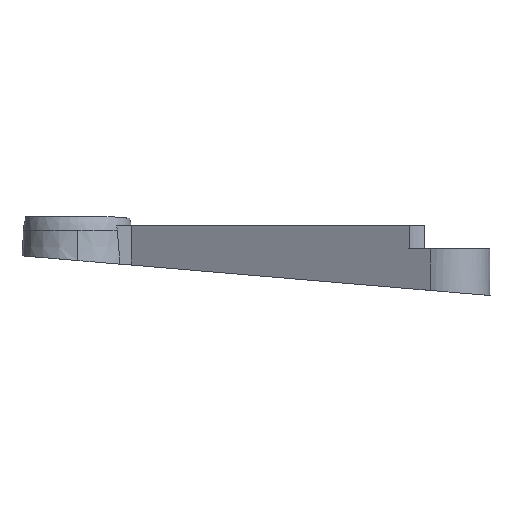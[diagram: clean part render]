
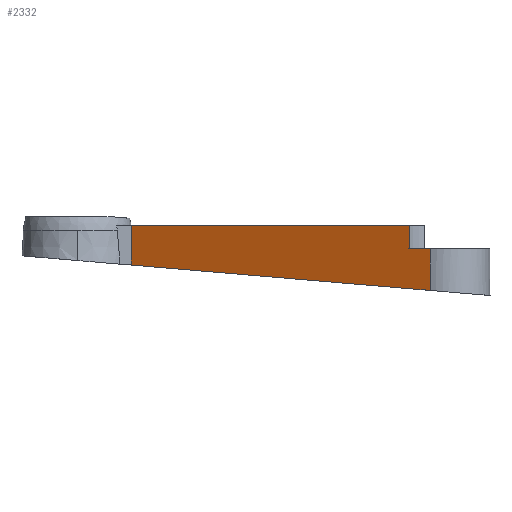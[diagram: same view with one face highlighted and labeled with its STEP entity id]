
A CAD part, front view. The second image highlights one B-rep face of the part: STEP entity #2332.
In plain terms, the highlighted planar face has unit normal (-0.46, -0.888, 0).
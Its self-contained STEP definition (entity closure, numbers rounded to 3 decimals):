
#78 = PLANE('',#79);
#79 = AXIS2_PLACEMENT_3D('',#80,#81,#82);
#80 = CARTESIAN_POINT('',(-11.,-363.182,0.));
#81 = DIRECTION('',(0.084,0.,0.996)
  );
#82 = DIRECTION('',(-0.996,0.,
    0.084));
#235 = VERTEX_POINT('',#236);
#236 = CARTESIAN_POINT('',(-18.436,-299.707,
    0.63));
#253 = CYLINDRICAL_SURFACE('',#254,5.3);
#254 = AXIS2_PLACEMENT_3D('',#255,#256,#257);
#255 = CARTESIAN_POINT('',(-16.,-295.,0.));
#256 = DIRECTION('',(-0.,-0.,-1.));
#257 = DIRECTION('',(1.,0.,0.));
#595 = VERTEX_POINT('',#596);
#596 = CARTESIAN_POINT('',(-57.005,-279.75,3.899));
#609 = PLANE('',#610);
#610 = AXIS2_PLACEMENT_3D('',#611,#612,#613);
#611 = CARTESIAN_POINT('',(-57.005,-279.75,0.));
#612 = DIRECTION('',(0.,-1.,0.));
#613 = DIRECTION('',(-1.,0.,0.));
#620 = EDGE_CURVE('',#595,#235,#621,.T.);
#621 = SURFACE_CURVE('',#622,(#626,#632),.PCURVE_S1.);
#622 = LINE('',#623,#624);
#623 = CARTESIAN_POINT('',(-21.773,-297.981,
    0.913));
#624 = VECTOR('',#625,1.);
#625 = DIRECTION('',(0.886,-0.458,-0.075)
  );
#626 = PCURVE('',#78,#627);
#627 = DEFINITIONAL_REPRESENTATION('',(#628),#631);
#628 = B_SPLINE_CURVE_WITH_KNOTS('',1,(#629,#630),.UNSPECIFIED.,.F.,.F.,
  (2,2),(-39.781,3.768),.PIECEWISE_BEZIER_KNOTS.);
#629 = CARTESIAN_POINT('',(46.169,-83.432));
#630 = CARTESIAN_POINT('',(7.462,-63.475));
#631 = ( GEOMETRIC_REPRESENTATION_CONTEXT(2) 
PARAMETRIC_REPRESENTATION_CONTEXT() REPRESENTATION_CONTEXT('2D SPACE',''
  ) );
#632 = PCURVE('',#633,#638);
#633 = PLANE('',#634);
#634 = AXIS2_PLACEMENT_3D('',#635,#636,#637);
#635 = CARTESIAN_POINT('',(-57.005,-279.75,0.));
#636 = DIRECTION('',(0.46,0.888,0.));
#637 = DIRECTION('',(0.888,-0.46,0.));
#638 = DEFINITIONAL_REPRESENTATION('',(#639),#642);
#639 = B_SPLINE_CURVE_WITH_KNOTS('',1,(#640,#641),.UNSPECIFIED.,.F.,.F.,
  (2,2),(-39.781,3.768),.PIECEWISE_BEZIER_KNOTS.);
#640 = CARTESIAN_POINT('',(0.,-3.899));
#641 = CARTESIAN_POINT('',(43.426,-0.63));
#642 = ( GEOMETRIC_REPRESENTATION_CONTEXT(2) 
PARAMETRIC_REPRESENTATION_CONTEXT() REPRESENTATION_CONTEXT('2D SPACE',''
  ) );
#1990 = PLANE('',#1991);
#1991 = AXIS2_PLACEMENT_3D('',#1992,#1993,#1994);
#1992 = CARTESIAN_POINT('',(-33.632,-275.,9.));
#1993 = DIRECTION('',(0.,0.,1.));
#1994 = DIRECTION('',(1.,0.,0.));
#2018 = PLANE('',#2019);
#2019 = AXIS2_PLACEMENT_3D('',#2020,#2021,#2022);
#2020 = CARTESIAN_POINT('',(-33.632,-275.,9.));
#2021 = DIRECTION('',(0.,0.,1.));
#2022 = DIRECTION('',(1.,0.,0.));
#2255 = EDGE_CURVE('',#235,#2256,#2258,.T.);
#2256 = VERTEX_POINT('',#2257);
#2257 = CARTESIAN_POINT('',(-18.436,-299.707,6.));
#2258 = SURFACE_CURVE('',#2259,(#2263,#2270),.PCURVE_S1.);
#2259 = LINE('',#2260,#2261);
#2260 = CARTESIAN_POINT('',(-18.436,-299.707,0.));
#2261 = VECTOR('',#2262,1.);
#2262 = DIRECTION('',(0.,0.,1.));
#2263 = PCURVE('',#253,#2264);
#2264 = DEFINITIONAL_REPRESENTATION('',(#2265),#2269);
#2265 = LINE('',#2266,#2267);
#2266 = CARTESIAN_POINT('',(-4.235,0.));
#2267 = VECTOR('',#2268,1.);
#2268 = DIRECTION('',(-0.,-1.));
#2269 = ( GEOMETRIC_REPRESENTATION_CONTEXT(2) 
PARAMETRIC_REPRESENTATION_CONTEXT() REPRESENTATION_CONTEXT('2D SPACE',''
  ) );
#2270 = PCURVE('',#633,#2271);
#2271 = DEFINITIONAL_REPRESENTATION('',(#2272),#2276);
#2272 = LINE('',#2273,#2274);
#2273 = CARTESIAN_POINT('',(43.426,0.));
#2274 = VECTOR('',#2275,1.);
#2275 = DIRECTION('',(0.,-1.));
#2276 = ( GEOMETRIC_REPRESENTATION_CONTEXT(2) 
PARAMETRIC_REPRESENTATION_CONTEXT() REPRESENTATION_CONTEXT('2D SPACE',''
  ) );
#2295 = PLANE('',#2296);
#2296 = AXIS2_PLACEMENT_3D('',#2297,#2298,#2299);
#2297 = CARTESIAN_POINT('',(-14.428,-275.,6.));
#2298 = DIRECTION('',(0.,0.,1.));
#2299 = DIRECTION('',(1.,0.,0.));
#2332 = ADVANCED_FACE('',(#2333),#633,.F.);
#2333 = FACE_BOUND('',#2334,.F.);
#2334 = EDGE_LOOP('',(#2335,#2336,#2359,#2382,#2405,#2431,#2450));
#2335 = ORIENTED_EDGE('',*,*,#620,.F.);
#2336 = ORIENTED_EDGE('',*,*,#2337,.T.);
#2337 = EDGE_CURVE('',#595,#2338,#2340,.T.);
#2338 = VERTEX_POINT('',#2339);
#2339 = CARTESIAN_POINT('',(-57.005,-279.75,9.));
#2340 = SURFACE_CURVE('',#2341,(#2345,#2352),.PCURVE_S1.);
#2341 = LINE('',#2342,#2343);
#2342 = CARTESIAN_POINT('',(-57.005,-279.75,0.));
#2343 = VECTOR('',#2344,1.);
#2344 = DIRECTION('',(0.,0.,1.));
#2345 = PCURVE('',#633,#2346);
#2346 = DEFINITIONAL_REPRESENTATION('',(#2347),#2351);
#2347 = LINE('',#2348,#2349);
#2348 = CARTESIAN_POINT('',(0.,0.));
#2349 = VECTOR('',#2350,1.);
#2350 = DIRECTION('',(0.,-1.));
#2351 = ( GEOMETRIC_REPRESENTATION_CONTEXT(2) 
PARAMETRIC_REPRESENTATION_CONTEXT() REPRESENTATION_CONTEXT('2D SPACE',''
  ) );
#2352 = PCURVE('',#609,#2353);
#2353 = DEFINITIONAL_REPRESENTATION('',(#2354),#2358);
#2354 = LINE('',#2355,#2356);
#2355 = CARTESIAN_POINT('',(0.,-0.));
#2356 = VECTOR('',#2357,1.);
#2357 = DIRECTION('',(0.,-1.));
#2358 = ( GEOMETRIC_REPRESENTATION_CONTEXT(2) 
PARAMETRIC_REPRESENTATION_CONTEXT() REPRESENTATION_CONTEXT('2D SPACE',''
  ) );
#2359 = ORIENTED_EDGE('',*,*,#2360,.T.);
#2360 = EDGE_CURVE('',#2338,#2361,#2363,.T.);
#2361 = VERTEX_POINT('',#2362);
#2362 = CARTESIAN_POINT('',(-46.146,-285.369,9.));
#2363 = SURFACE_CURVE('',#2364,(#2368,#2375),.PCURVE_S1.);
#2364 = LINE('',#2365,#2366);
#2365 = CARTESIAN_POINT('',(-57.005,-279.75,9.));
#2366 = VECTOR('',#2367,1.);
#2367 = DIRECTION('',(0.888,-0.46,0.));
#2368 = PCURVE('',#633,#2369);
#2369 = DEFINITIONAL_REPRESENTATION('',(#2370),#2374);
#2370 = LINE('',#2371,#2372);
#2371 = CARTESIAN_POINT('',(0.,-9.));
#2372 = VECTOR('',#2373,1.);
#2373 = DIRECTION('',(1.,0.));
#2374 = ( GEOMETRIC_REPRESENTATION_CONTEXT(2) 
PARAMETRIC_REPRESENTATION_CONTEXT() REPRESENTATION_CONTEXT('2D SPACE',''
  ) );
#2375 = PCURVE('',#2018,#2376);
#2376 = DEFINITIONAL_REPRESENTATION('',(#2377),#2381);
#2377 = LINE('',#2378,#2379);
#2378 = CARTESIAN_POINT('',(-23.372,-4.75));
#2379 = VECTOR('',#2380,1.);
#2380 = DIRECTION('',(0.888,-0.46));
#2381 = ( GEOMETRIC_REPRESENTATION_CONTEXT(2) 
PARAMETRIC_REPRESENTATION_CONTEXT() REPRESENTATION_CONTEXT('2D SPACE',''
  ) );
#2382 = ORIENTED_EDGE('',*,*,#2383,.T.);
#2383 = EDGE_CURVE('',#2361,#2384,#2386,.T.);
#2384 = VERTEX_POINT('',#2385);
#2385 = CARTESIAN_POINT('',(-21.027,-298.366,9.));
#2386 = SURFACE_CURVE('',#2387,(#2391,#2398),.PCURVE_S1.);
#2387 = LINE('',#2388,#2389);
#2388 = CARTESIAN_POINT('',(-57.005,-279.75,9.));
#2389 = VECTOR('',#2390,1.);
#2390 = DIRECTION('',(0.888,-0.46,0.));
#2391 = PCURVE('',#633,#2392);
#2392 = DEFINITIONAL_REPRESENTATION('',(#2393),#2397);
#2393 = LINE('',#2394,#2395);
#2394 = CARTESIAN_POINT('',(0.,-9.));
#2395 = VECTOR('',#2396,1.);
#2396 = DIRECTION('',(1.,0.));
#2397 = ( GEOMETRIC_REPRESENTATION_CONTEXT(2) 
PARAMETRIC_REPRESENTATION_CONTEXT() REPRESENTATION_CONTEXT('2D SPACE',''
  ) );
#2398 = PCURVE('',#1990,#2399);
#2399 = DEFINITIONAL_REPRESENTATION('',(#2400),#2404);
#2400 = LINE('',#2401,#2402);
#2401 = CARTESIAN_POINT('',(-23.372,-4.75));
#2402 = VECTOR('',#2403,1.);
#2403 = DIRECTION('',(0.888,-0.46));
#2404 = ( GEOMETRIC_REPRESENTATION_CONTEXT(2) 
PARAMETRIC_REPRESENTATION_CONTEXT() REPRESENTATION_CONTEXT('2D SPACE',''
  ) );
#2405 = ORIENTED_EDGE('',*,*,#2406,.T.);
#2406 = EDGE_CURVE('',#2384,#2407,#2409,.T.);
#2407 = VERTEX_POINT('',#2408);
#2408 = CARTESIAN_POINT('',(-21.027,-298.366,6.));
#2409 = SURFACE_CURVE('',#2410,(#2414,#2420),.PCURVE_S1.);
#2410 = LINE('',#2411,#2412);
#2411 = CARTESIAN_POINT('',(-21.027,-298.366,6.));
#2412 = VECTOR('',#2413,1.);
#2413 = DIRECTION('',(-0.,-0.,-1.));
#2414 = PCURVE('',#633,#2415);
#2415 = DEFINITIONAL_REPRESENTATION('',(#2416),#2419);
#2416 = B_SPLINE_CURVE_WITH_KNOTS('',1,(#2417,#2418),.UNSPECIFIED.,.F.,
  .F.,(2,2),(-3.9,0.),.PIECEWISE_BEZIER_KNOTS.);
#2417 = CARTESIAN_POINT('',(40.509,-9.9));
#2418 = CARTESIAN_POINT('',(40.509,-6.));
#2419 = ( GEOMETRIC_REPRESENTATION_CONTEXT(2) 
PARAMETRIC_REPRESENTATION_CONTEXT() REPRESENTATION_CONTEXT('2D SPACE',''
  ) );
#2420 = PCURVE('',#2421,#2426);
#2421 = CYLINDRICAL_SURFACE('',#2422,6.05);
#2422 = AXIS2_PLACEMENT_3D('',#2423,#2424,#2425);
#2423 = CARTESIAN_POINT('',(-16.,-295.,6.));
#2424 = DIRECTION('',(-0.,-0.,-1.));
#2425 = DIRECTION('',(1.,0.,0.));
#2426 = DEFINITIONAL_REPRESENTATION('',(#2427),#2430);
#2427 = B_SPLINE_CURVE_WITH_KNOTS('',1,(#2428,#2429),.UNSPECIFIED.,.F.,
  .F.,(2,2),(-3.9,0.),.PIECEWISE_BEZIER_KNOTS.);
#2428 = CARTESIAN_POINT('',(-3.732,-3.9));
#2429 = CARTESIAN_POINT('',(-3.732,0.));
#2430 = ( GEOMETRIC_REPRESENTATION_CONTEXT(2) 
PARAMETRIC_REPRESENTATION_CONTEXT() REPRESENTATION_CONTEXT('2D SPACE',''
  ) );
#2431 = ORIENTED_EDGE('',*,*,#2432,.T.);
#2432 = EDGE_CURVE('',#2407,#2256,#2433,.T.);
#2433 = SURFACE_CURVE('',#2434,(#2438,#2444),.PCURVE_S1.);
#2434 = LINE('',#2435,#2436);
#2435 = CARTESIAN_POINT('',(-41.182,-287.937,6.));
#2436 = VECTOR('',#2437,1.);
#2437 = DIRECTION('',(0.888,-0.46,0.)
  );
#2438 = PCURVE('',#633,#2439);
#2439 = DEFINITIONAL_REPRESENTATION('',(#2440),#2443);
#2440 = B_SPLINE_CURVE_WITH_KNOTS('',1,(#2441,#2442),.UNSPECIFIED.,.F.,
  .F.,(2,2),(21.541,25.611),.PIECEWISE_BEZIER_KNOTS.);
#2441 = CARTESIAN_POINT('',(39.357,-6.));
#2442 = CARTESIAN_POINT('',(43.426,-6.));
#2443 = ( GEOMETRIC_REPRESENTATION_CONTEXT(2) 
PARAMETRIC_REPRESENTATION_CONTEXT() REPRESENTATION_CONTEXT('2D SPACE',''
  ) );
#2444 = PCURVE('',#2295,#2445);
#2445 = DEFINITIONAL_REPRESENTATION('',(#2446),#2449);
#2446 = B_SPLINE_CURVE_WITH_KNOTS('',1,(#2447,#2448),.UNSPECIFIED.,.F.,
  .F.,(2,2),(21.541,25.611),.PIECEWISE_BEZIER_KNOTS.);
#2447 = CARTESIAN_POINT('',(-7.622,-22.837));
#2448 = CARTESIAN_POINT('',(-4.008,-24.707));
#2449 = ( GEOMETRIC_REPRESENTATION_CONTEXT(2) 
PARAMETRIC_REPRESENTATION_CONTEXT() REPRESENTATION_CONTEXT('2D SPACE',''
  ) );
#2450 = ORIENTED_EDGE('',*,*,#2255,.F.);
